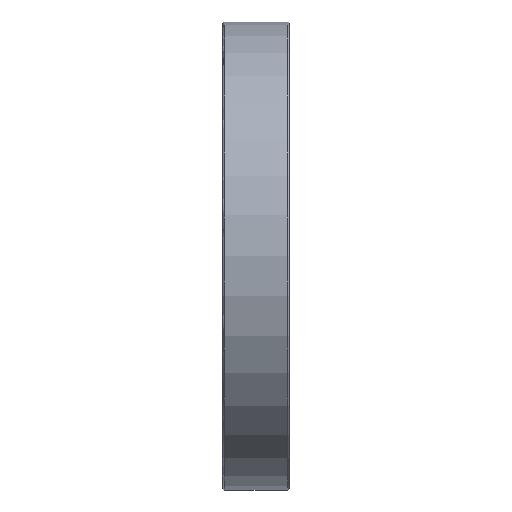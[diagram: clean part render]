
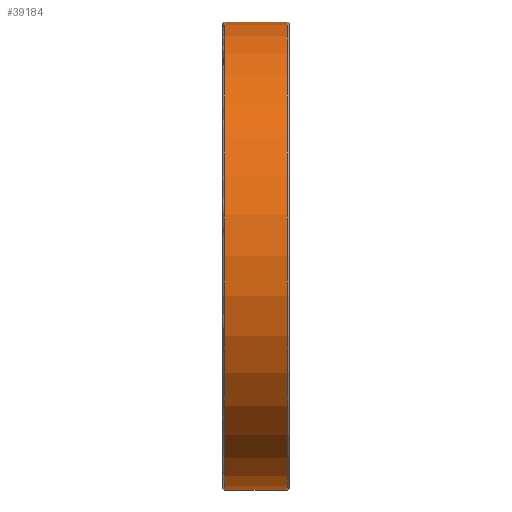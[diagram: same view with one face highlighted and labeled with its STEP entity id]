
A CAD part, top view. The second image highlights one B-rep face of the part: STEP entity #39184.
In plain terms, the highlighted cylindrical face has radius 70 mm (diameter 140 mm), a partial arc.
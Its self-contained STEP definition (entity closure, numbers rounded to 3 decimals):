
#28539=DIRECTION('',(-1.,0.,0.));
#28540=VECTOR('',#28539,18.8);
#28541=CARTESIAN_POINT('',(9.4,70.,0.));
#28542=LINE('',#28541,#28540);
#28546=DIRECTION('',(-1.,0.,0.));
#28547=VECTOR('',#28546,18.8);
#28548=CARTESIAN_POINT('',(9.4,-70.,0.));
#28549=LINE('',#28548,#28547);
#28561=CARTESIAN_POINT('',(9.4,0.,0.));
#28562=DIRECTION('',(1.,0.,0.));
#28563=DIRECTION('',(0.,1.,0.));
#28564=AXIS2_PLACEMENT_3D('',#28561,#28562,#28563);
#28569=CARTESIAN_POINT('',(-9.4,0.,0.));
#28570=DIRECTION('',(1.,0.,0.));
#28571=DIRECTION('',(0.,1.,0.));
#28572=AXIS2_PLACEMENT_3D('',#28569,#28570,#28571);
#35944=CARTESIAN_POINT('',(9.4,70.,0.));
#35945=CARTESIAN_POINT('',(-9.4,70.,0.));
#35946=VERTEX_POINT('',#35944);
#35947=VERTEX_POINT('',#35945);
#35956=CARTESIAN_POINT('',(9.4,-70.,0.));
#35957=CARTESIAN_POINT('',(-9.4,-70.,0.));
#35958=VERTEX_POINT('',#35956);
#35959=VERTEX_POINT('',#35957);
#39172=CARTESIAN_POINT('',(-11.,0.,0.));
#39173=DIRECTION('',(1.,0.,0.));
#39174=DIRECTION('',(0.,-1.,0.));
#39175=AXIS2_PLACEMENT_3D('',#39172,#39173,#39174);
#39176=CYLINDRICAL_SURFACE('',#39175,70.);
#39177=ORIENTED_EDGE('',*,*,#39162,.F.);
#39178=ORIENTED_EDGE('',*,*,#39139,.T.);
#39179=ORIENTED_EDGE('',*,*,#39166,.T.);
#39181=ORIENTED_EDGE('',*,*,#39180,.F.);
#39182=EDGE_LOOP('',(#39177,#39178,#39179,#39181));
#39183=FACE_OUTER_BOUND('',#39182,.F.);
#28565=CIRCLE('',#28564,70.);
#28573=CIRCLE('',#28572,70.);
#39139=EDGE_CURVE('',#35946,#35958,#28565,.T.);
#39162=EDGE_CURVE('',#35946,#35947,#28542,.T.);
#39166=EDGE_CURVE('',#35958,#35959,#28549,.T.);
#39180=EDGE_CURVE('',#35947,#35959,#28573,.T.);
#39184=ADVANCED_FACE('',(#39183),#39176,.T.);
